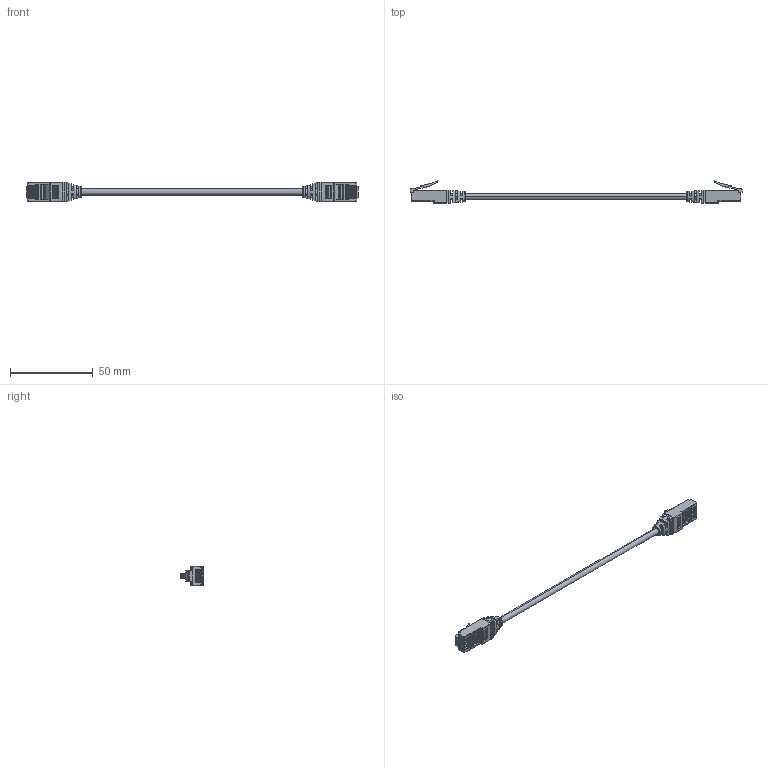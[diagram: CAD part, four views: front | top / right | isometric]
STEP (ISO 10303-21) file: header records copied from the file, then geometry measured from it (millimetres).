
FILE_DESCRIPTION (( 'STEP AP214' ), '1' );
FILE_NAME ('TRD628BL.STEP', '2015-11-13T14:33:46', ( 'L-Com' ), ( 'L-Com Global Connectivity' ), 'SwSTEP 2.0', 'SolidWorks 2014', '' );
FILE_SCHEMA (( 'AUTOMOTIVE_DESIGN' ));
Length unit declared in the file: inch
Products named in the file (7): MTN-875; 1AD02-028_Crimped; 1AD02-028-MA2; 1AD02-028-MA1; 1AL04-100; TRD628BL
Assembly tree (14 placements, depth 4):
  TRD628BL
    1AL04-100
    MTN-875  x2
      1AD02-028_Crimped
        1AD02-028-MA1
        1AD02-028-MA2  x8
      MTN-875
Bounding box: 201.2 x 13.64 x 11.68 mm (x, y, z)
Volume: 4936.2 mm3; surface area: 7873.6 mm2
Topology: 21 solids, 21 shells, 1624 faces, 4644 edges, 2972 vertices
Faces by surface type: plane 1014, cylinder 544, torus 42, sphere 16, bspline 8
Entity records: 16128 total; most frequent: CARTESIAN_POINT 3925, ORIENTED_EDGE 2576, DIRECTION 2380, EDGE_CURVE 1288, VECTOR 982, LINE 982, VERTEX_POINT 802, AXIS2_PLACEMENT_3D 699
